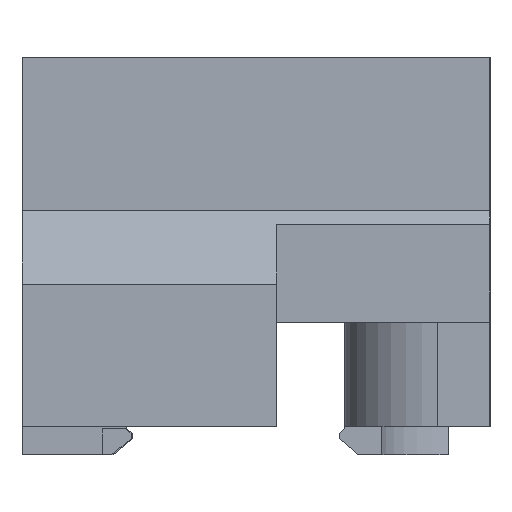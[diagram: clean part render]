
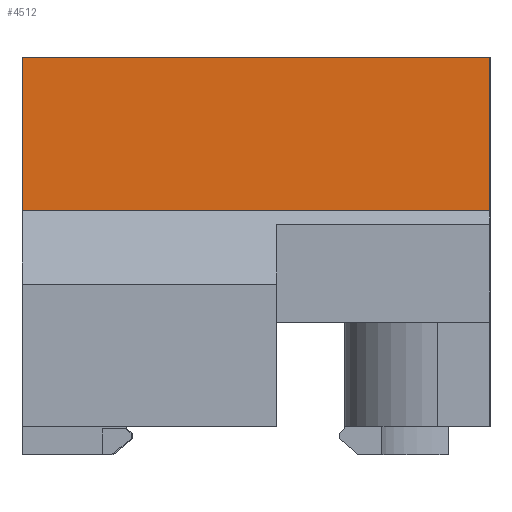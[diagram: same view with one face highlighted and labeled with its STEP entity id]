
A CAD part, left-side view. The second image highlights one B-rep face of the part: STEP entity #4512.
In plain terms, the highlighted planar face has unit normal (-1, 0, 0).
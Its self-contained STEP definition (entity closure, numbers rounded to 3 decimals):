
#945 = PLANE('',#946);
#946 = AXIS2_PLACEMENT_3D('',#947,#948,#949);
#947 = CARTESIAN_POINT('',(-1.002,8.5,-5.434));
#948 = DIRECTION('',(0.,1.,0.));
#949 = DIRECTION('',(1.,0.,0.));
#1881 = PLANE('',#1882);
#1882 = AXIS2_PLACEMENT_3D('',#1883,#1884,#1885);
#1883 = CARTESIAN_POINT('',(-4.2,-0.5,-7.));
#1884 = DIRECTION('',(0.,-1.,0.));
#1885 = DIRECTION('',(-1.,0.,0.));
#2144 = VERTEX_POINT('',#2145);
#2145 = CARTESIAN_POINT('',(-8.486,8.5,-3.852));
#2158 = PLANE('',#2159);
#2159 = AXIS2_PLACEMENT_3D('',#2160,#2161,#2162);
#2160 = CARTESIAN_POINT('',(-8.486,9.,-3.852));
#2161 = DIRECTION('',(0.707,0.,-0.707
    ));
#2162 = DIRECTION('',(-0.707,0.,
    -0.707));
#2169 = EDGE_CURVE('',#2144,#2170,#2172,.T.);
#2170 = VERTEX_POINT('',#2171);
#2171 = CARTESIAN_POINT('',(-8.486,8.5,-0.9));
#2172 = SURFACE_CURVE('',#2173,(#2177,#2183),.PCURVE_S1.);
#2173 = LINE('',#2174,#2175);
#2174 = CARTESIAN_POINT('',(-8.486,8.5,-4.643));
#2175 = VECTOR('',#2176,1.);
#2176 = DIRECTION('',(0.,0.,1.));
#2177 = PCURVE('',#945,#2178);
#2178 = DEFINITIONAL_REPRESENTATION('',(#2179),#2182);
#2179 = B_SPLINE_CURVE_WITH_KNOTS('',1,(#2180,#2181),.UNSPECIFIED.,.F.,
  .F.,(2,2),(0.791,3.743),.PIECEWISE_BEZIER_KNOTS.);
#2180 = CARTESIAN_POINT('',(-7.484,-1.582));
#2181 = CARTESIAN_POINT('',(-7.484,-4.534));
#2182 = ( GEOMETRIC_REPRESENTATION_CONTEXT(2) 
PARAMETRIC_REPRESENTATION_CONTEXT() REPRESENTATION_CONTEXT('2D SPACE',''
  ) );
#2183 = PCURVE('',#2184,#2189);
#2184 = PLANE('',#2185);
#2185 = AXIS2_PLACEMENT_3D('',#2186,#2187,#2188);
#2186 = CARTESIAN_POINT('',(-8.486,9.,-3.852));
#2187 = DIRECTION('',(-1.,0.,0.));
#2188 = DIRECTION('',(0.,0.,1.));
#2189 = DEFINITIONAL_REPRESENTATION('',(#2190),#2193);
#2190 = B_SPLINE_CURVE_WITH_KNOTS('',1,(#2191,#2192),.UNSPECIFIED.,.F.,
  .F.,(2,2),(0.791,3.743),.PIECEWISE_BEZIER_KNOTS.);
#2191 = CARTESIAN_POINT('',(0.,-0.5));
#2192 = CARTESIAN_POINT('',(2.952,-0.5));
#2193 = ( GEOMETRIC_REPRESENTATION_CONTEXT(2) 
PARAMETRIC_REPRESENTATION_CONTEXT() REPRESENTATION_CONTEXT('2D SPACE',''
  ) );
#2211 = PLANE('',#2212);
#2212 = AXIS2_PLACEMENT_3D('',#2213,#2214,#2215);
#2213 = CARTESIAN_POINT('',(-8.75,4.,-0.9));
#2214 = DIRECTION('',(0.,0.,1.));
#2215 = DIRECTION('',(0.,1.,0.));
#2677 = VERTEX_POINT('',#2678);
#2678 = CARTESIAN_POINT('',(-8.486,-0.5,-0.9));
#2701 = EDGE_CURVE('',#2677,#2702,#2704,.T.);
#2702 = VERTEX_POINT('',#2703);
#2703 = CARTESIAN_POINT('',(-8.486,-0.5,-3.852));
#2704 = SURFACE_CURVE('',#2705,(#2709,#2715),.PCURVE_S1.);
#2705 = LINE('',#2706,#2707);
#2706 = CARTESIAN_POINT('',(-8.486,-0.5,-5.426));
#2707 = VECTOR('',#2708,1.);
#2708 = DIRECTION('',(0.,0.,-1.));
#2709 = PCURVE('',#1881,#2710);
#2710 = DEFINITIONAL_REPRESENTATION('',(#2711),#2714);
#2711 = B_SPLINE_CURVE_WITH_KNOTS('',1,(#2712,#2713),.UNSPECIFIED.,.F.,
  .F.,(2,2),(-4.526,-1.574),.PIECEWISE_BEZIER_KNOTS.);
#2712 = CARTESIAN_POINT('',(4.286,-6.1));
#2713 = CARTESIAN_POINT('',(4.286,-3.148));
#2714 = ( GEOMETRIC_REPRESENTATION_CONTEXT(2) 
PARAMETRIC_REPRESENTATION_CONTEXT() REPRESENTATION_CONTEXT('2D SPACE',''
  ) );
#2715 = PCURVE('',#2184,#2716);
#2716 = DEFINITIONAL_REPRESENTATION('',(#2717),#2720);
#2717 = B_SPLINE_CURVE_WITH_KNOTS('',1,(#2718,#2719),.UNSPECIFIED.,.F.,
  .F.,(2,2),(-4.526,-1.574),.PIECEWISE_BEZIER_KNOTS.);
#2718 = CARTESIAN_POINT('',(2.952,-9.5));
#2719 = CARTESIAN_POINT('',(0.,-9.5));
#2720 = ( GEOMETRIC_REPRESENTATION_CONTEXT(2) 
PARAMETRIC_REPRESENTATION_CONTEXT() REPRESENTATION_CONTEXT('2D SPACE',''
  ) );
#4398 = EDGE_CURVE('',#2170,#2677,#4399,.T.);
#4399 = SURFACE_CURVE('',#4400,(#4404,#4410),.PCURVE_S1.);
#4400 = LINE('',#4401,#4402);
#4401 = CARTESIAN_POINT('',(-8.486,6.5,-0.9));
#4402 = VECTOR('',#4403,1.);
#4403 = DIRECTION('',(0.,-1.,0.));
#4404 = PCURVE('',#2211,#4405);
#4405 = DEFINITIONAL_REPRESENTATION('',(#4406),#4409);
#4406 = B_SPLINE_CURVE_WITH_KNOTS('',1,(#4407,#4408),.UNSPECIFIED.,.F.,
  .F.,(2,2),(-2.,7.),.PIECEWISE_BEZIER_KNOTS.);
#4407 = CARTESIAN_POINT('',(4.5,-0.264));
#4408 = CARTESIAN_POINT('',(-4.5,-0.264));
#4409 = ( GEOMETRIC_REPRESENTATION_CONTEXT(2) 
PARAMETRIC_REPRESENTATION_CONTEXT() REPRESENTATION_CONTEXT('2D SPACE',''
  ) );
#4410 = PCURVE('',#2184,#4411);
#4411 = DEFINITIONAL_REPRESENTATION('',(#4412),#4415);
#4412 = B_SPLINE_CURVE_WITH_KNOTS('',1,(#4413,#4414),.UNSPECIFIED.,.F.,
  .F.,(2,2),(-2.,7.),.PIECEWISE_BEZIER_KNOTS.);
#4413 = CARTESIAN_POINT('',(2.952,-0.5));
#4414 = CARTESIAN_POINT('',(2.952,-9.5));
#4415 = ( GEOMETRIC_REPRESENTATION_CONTEXT(2) 
PARAMETRIC_REPRESENTATION_CONTEXT() REPRESENTATION_CONTEXT('2D SPACE',''
  ) );
#4512 = ADVANCED_FACE('',(#4513),#2184,.T.);
#4513 = FACE_BOUND('',#4514,.T.);
#4514 = EDGE_LOOP('',(#4515,#4516,#4537,#4538));
#4515 = ORIENTED_EDGE('',*,*,#2169,.F.);
#4516 = ORIENTED_EDGE('',*,*,#4517,.T.);
#4517 = EDGE_CURVE('',#2144,#2702,#4518,.T.);
#4518 = SURFACE_CURVE('',#4519,(#4523,#4530),.PCURVE_S1.);
#4519 = LINE('',#4520,#4521);
#4520 = CARTESIAN_POINT('',(-8.486,9.,-3.852));
#4521 = VECTOR('',#4522,1.);
#4522 = DIRECTION('',(0.,-1.,0.));
#4523 = PCURVE('',#2184,#4524);
#4524 = DEFINITIONAL_REPRESENTATION('',(#4525),#4529);
#4525 = LINE('',#4526,#4527);
#4526 = CARTESIAN_POINT('',(0.,0.));
#4527 = VECTOR('',#4528,1.);
#4528 = DIRECTION('',(0.,-1.));
#4529 = ( GEOMETRIC_REPRESENTATION_CONTEXT(2) 
PARAMETRIC_REPRESENTATION_CONTEXT() REPRESENTATION_CONTEXT('2D SPACE',''
  ) );
#4530 = PCURVE('',#2158,#4531);
#4531 = DEFINITIONAL_REPRESENTATION('',(#4532),#4536);
#4532 = LINE('',#4533,#4534);
#4533 = CARTESIAN_POINT('',(0.,0.));
#4534 = VECTOR('',#4535,1.);
#4535 = DIRECTION('',(0.,-1.));
#4536 = ( GEOMETRIC_REPRESENTATION_CONTEXT(2) 
PARAMETRIC_REPRESENTATION_CONTEXT() REPRESENTATION_CONTEXT('2D SPACE',''
  ) );
#4537 = ORIENTED_EDGE('',*,*,#2701,.F.);
#4538 = ORIENTED_EDGE('',*,*,#4398,.F.);
